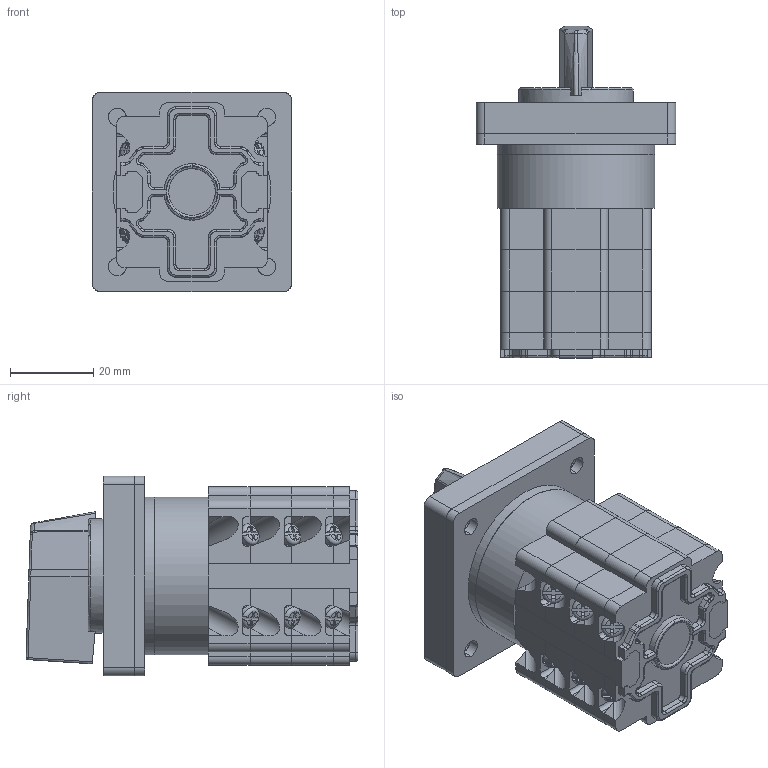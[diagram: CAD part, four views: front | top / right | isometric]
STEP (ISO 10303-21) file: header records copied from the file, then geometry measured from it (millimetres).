
FILE_DESCRIPTION(('TFLEX Exchange Step'),'2;1');
FILE_NAME('4G20-U (3) (Энергопласт).stp', '2024-05-16T15:52:11+03:00',('nikolaeva'),('Unknown organisation'),'TFLEX Exchange 2019.0','T-FLEX CAD','Unknown authorisation');
FILE_SCHEMA( ('AUTOMOTIVE_DESIGN { 1 0 10303 214 1 1 1 1 }') );
Length unit declared in the file: millimetre
Products named in the file (1): BUFFER:00000072867FC6B0 
Bounding box: 48 x 79.95 x 48 mm (x, y, z)
Volume: 89756.7 mm3; surface area: 45217.3 mm2
Topology: 12 solids, 12 shells, 1062 faces, 3044 edges, 1983 vertices
Faces by surface type: plane 572, cylinder 320, torus 81, cone 74, bspline 13, sphere 2
Full cylindrical faces by diameter (mm): 2.5 x1, 3 x12, 4.5 x1, 10.5 x1, 27.6 x1, 38 x1
Entity records: 49035 total; most frequent: CARTESIAN_POINT 27021, ORIENTED_EDGE 6094, EDGE_CURVE 3047, B_SPLINE_CURVE_WITH_KNOTS 3046, DIRECTION 2101, VERTEX_POINT 1987, EDGE_LOOP 1126, FACE_BOUND 1126
